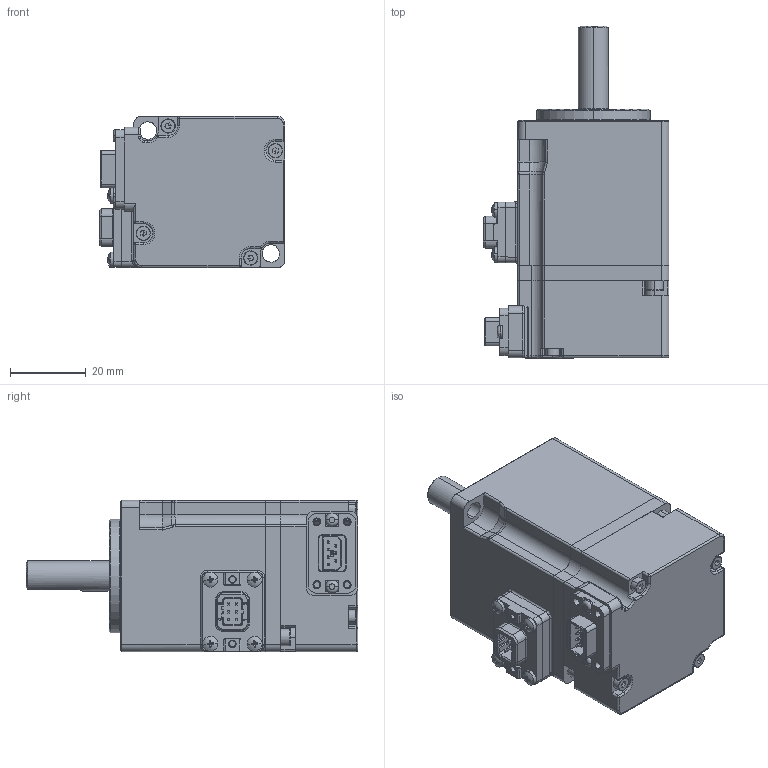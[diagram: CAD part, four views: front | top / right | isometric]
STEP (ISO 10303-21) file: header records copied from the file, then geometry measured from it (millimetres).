
FILE_DESCRIPTION (( 'STEP AP203' ), '1' );
FILE_NAME ('MS6H-40TH30B3-20A5-S.STEP', '2024-08-08T10:38:15', ( '' ), ( '' ), 'SwSTEP 2.0', 'SolidWorks 2022', '' );
FILE_SCHEMA (( 'CONFIG_CONTROL_DESIGN' ));
Length unit declared in the file: millimetre
Products named in the file (1): MS6H-40TH30B3-20A5-S
Bounding box: 49.2 x 87.8 x 40 mm (x, y, z)
Surface area: 17852.3 mm2 (no closed solid volume)
Topology: 0 solids, 18 shells, 711 faces, 2293 edges, 1572 vertices
Faces by surface type: plane 386, cylinder 210, torus 46, cone 31, bspline 21, sphere 17
Entity records: 25995 total; most frequent: CARTESIAN_POINT 6009, DIRECTION 4179, ORIENTED_EDGE 3821, EDGE_CURVE 2284, VERTEX_POINT 1572, LINE 1511, VECTOR 1511, AXIS2_PLACEMENT_3D 1334
